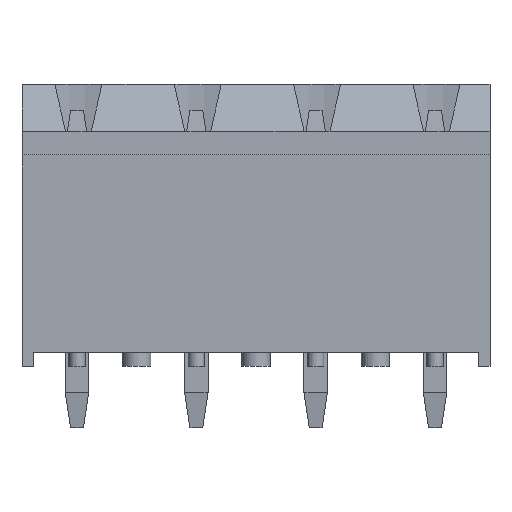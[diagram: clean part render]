
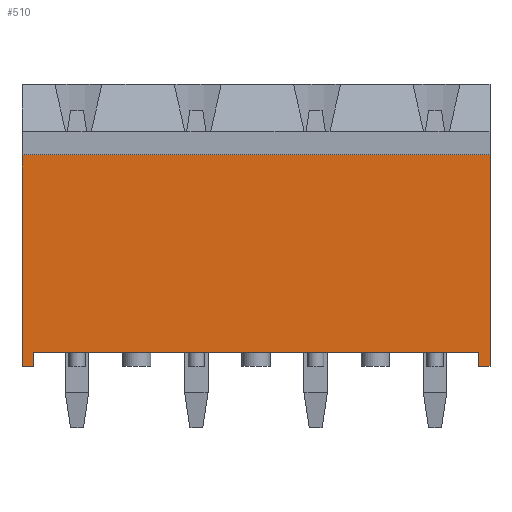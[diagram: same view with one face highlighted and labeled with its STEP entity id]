
A CAD part, front view. The second image highlights one B-rep face of the part: STEP entity #510.
In plain terms, the highlighted planar face has unit normal (0, -1, 0).
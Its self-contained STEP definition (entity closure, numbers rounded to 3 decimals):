
#510 = ADVANCED_FACE( '', ( #1055 ), #1056, .T. );
#1055 = FACE_OUTER_BOUND( '', #1646, .T. );
#1056 = PLANE( '', #1647 );
#1646 = EDGE_LOOP( '', ( #2933, #2934, #2935, #2936, #2937, #2938, #2939, #2940, #2941, #2942, #2943, #2944 ) );
#1647 = AXIS2_PLACEMENT_3D( '', #2945, #2946, #2947 );
#2933 = ORIENTED_EDGE( '', *, *, #3863, .F. );
#2934 = ORIENTED_EDGE( '', *, *, #3859, .F. );
#2935 = ORIENTED_EDGE( '', *, *, #4101, .F. );
#2936 = ORIENTED_EDGE( '', *, *, #3800, .T. );
#2937 = ORIENTED_EDGE( '', *, *, #4085, .T. );
#2938 = ORIENTED_EDGE( '', *, *, #3672, .T. );
#2939 = ORIENTED_EDGE( '', *, *, #3994, .F. );
#2940 = ORIENTED_EDGE( '', *, *, #3627, .T. );
#2941 = ORIENTED_EDGE( '', *, *, #4102, .F. );
#2942 = ORIENTED_EDGE( '', *, *, #3933, .F. );
#2943 = ORIENTED_EDGE( '', *, *, #4103, .F. );
#2944 = ORIENTED_EDGE( '', *, *, #4104, .F. );
#2945 = CARTESIAN_POINT( '', ( 0., 0.8, 0. ) );
#2946 = DIRECTION( '', ( 0., -1., 0. ) );
#2947 = DIRECTION( '', ( 0., 0., -1. ) );
#3627 = EDGE_CURVE( '', #4344, #4342, #4345, .T. );
#3672 = EDGE_CURVE( '', #4424, #4421, #4425, .T. );
#3800 = EDGE_CURVE( '', #4640, #4641, #4642, .T. );
#3859 = EDGE_CURVE( '', #4736, #4738, #4739, .T. );
#3863 = EDGE_CURVE( '', #4738, #4744, #4745, .T. );
#3933 = EDGE_CURVE( '', #4334, #4717, #4848, .T. );
#3994 = EDGE_CURVE( '', #4344, #4421, #4935, .T. );
#4085 = EDGE_CURVE( '', #4641, #4424, #5055, .T. );
#4101 = EDGE_CURVE( '', #4640, #4736, #5073, .T. );
#4102 = EDGE_CURVE( '', #4717, #4342, #5074, .T. );
#4103 = EDGE_CURVE( '', #4919, #4334, #5075, .T. );
#4104 = EDGE_CURVE( '', #4744, #4919, #5076, .T. );
#4334 = VERTEX_POINT( '', #5354 );
#4342 = VERTEX_POINT( '', #5363 );
#4344 = VERTEX_POINT( '', #5366 );
#4345 = LINE( '', #5367, #5368 );
#4421 = VERTEX_POINT( '', #5477 );
#4424 = VERTEX_POINT( '', #5481 );
#4425 = LINE( '', #5482, #5483 );
#4640 = VERTEX_POINT( '', #5803 );
#4641 = VERTEX_POINT( '', #5804 );
#4642 = LINE( '', #5805, #5806 );
#4717 = VERTEX_POINT( '', #5917 );
#4736 = VERTEX_POINT( '', #5943 );
#4738 = VERTEX_POINT( '', #5946 );
#4739 = LINE( '', #5947, #5948 );
#4744 = VERTEX_POINT( '', #5955 );
#4745 = LINE( '', #5956, #5957 );
#4848 = LINE( '', #6104, #6105 );
#4919 = VERTEX_POINT( '', #6207 );
#4935 = LINE( '', #6226, #6227 );
#5055 = LINE( '', #6404, #6405 );
#5073 = LINE( '', #6430, #6431 );
#5074 = LINE( '', #6432, #6433 );
#5075 = LINE( '', #6434, #6435 );
#5076 = LINE( '', #6436, #6437 );
#5354 = CARTESIAN_POINT( '', ( 9.02, 0.8, 0.6 ) );
#5363 = CARTESIAN_POINT( '', ( 2.1, 0.8, 0.6 ) );
#5366 = CARTESIAN_POINT( '', ( 2.1, 0.8, 0. ) );
#5367 = CARTESIAN_POINT( '', ( 2.1, 0.8, 0. ) );
#5368 = VECTOR( '', #6682, 1000. );
#5477 = CARTESIAN_POINT( '', ( 1.6, 0.8, 0. ) );
#5481 = CARTESIAN_POINT( '', ( 1.6, 0.8, 9. ) );
#5482 = CARTESIAN_POINT( '', ( 1.6, 0.8, 0. ) );
#5483 = VECTOR( '', #6720, 1000. );
#5803 = CARTESIAN_POINT( '', ( 21.52, 0.8, 0. ) );
#5804 = CARTESIAN_POINT( '', ( 21.52, 0.8, 9. ) );
#5805 = CARTESIAN_POINT( '', ( 21.52, 0.8, 0. ) );
#5806 = VECTOR( '', #6841, 1000. );
#5917 = CARTESIAN_POINT( '', ( 3.94, 0.8, 0.6 ) );
#5943 = CARTESIAN_POINT( '', ( 21.02, 0.8, 0. ) );
#5946 = CARTESIAN_POINT( '', ( 21.02, 0.8, 0.6 ) );
#5947 = CARTESIAN_POINT( '', ( 21.02, 0.8, 0. ) );
#5948 = VECTOR( '', #6895, 1000. );
#5955 = CARTESIAN_POINT( '', ( 19.18, 0.8, 0.6 ) );
#5956 = CARTESIAN_POINT( '', ( 21.92, 0.8, 0.6 ) );
#5957 = VECTOR( '', #6898, 1000. );
#6104 = CARTESIAN_POINT( '', ( 21.92, 0.8, 0.6 ) );
#6105 = VECTOR( '', #6973, 1000. );
#6207 = CARTESIAN_POINT( '', ( 14.1, 0.8, 0.6 ) );
#6226 = CARTESIAN_POINT( '', ( 2.1, 0.8, 0. ) );
#6227 = VECTOR( '', #7035, 1000. );
#6404 = CARTESIAN_POINT( '', ( 23.12, 0.8, 9. ) );
#6405 = VECTOR( '', #7114, 1000. );
#6430 = CARTESIAN_POINT( '', ( 21.52, 0.8, 0. ) );
#6431 = VECTOR( '', #7122, 1000. );
#6432 = CARTESIAN_POINT( '', ( 21.92, 0.8, 0.6 ) );
#6433 = VECTOR( '', #7123, 1000. );
#6434 = CARTESIAN_POINT( '', ( 21.92, 0.8, 0.6 ) );
#6435 = VECTOR( '', #7124, 1000. );
#6436 = CARTESIAN_POINT( '', ( 21.92, 0.8, 0.6 ) );
#6437 = VECTOR( '', #7125, 1000. );
#6682 = DIRECTION( '', ( 0., 0., 1. ) );
#6720 = DIRECTION( '', ( 0., 0., -1. ) );
#6841 = DIRECTION( '', ( 0., 0., 1. ) );
#6895 = DIRECTION( '', ( 0., 0., 1. ) );
#6898 = DIRECTION( '', ( -1., 0., 0. ) );
#6973 = DIRECTION( '', ( -1., 0., 0. ) );
#7035 = DIRECTION( '', ( -1., 0., 0. ) );
#7114 = DIRECTION( '', ( -1., 0., 0. ) );
#7122 = DIRECTION( '', ( -1., 0., 0. ) );
#7123 = DIRECTION( '', ( -1., 0., 0. ) );
#7124 = DIRECTION( '', ( -1., 0., 0. ) );
#7125 = DIRECTION( '', ( -1., 0., 0. ) );
